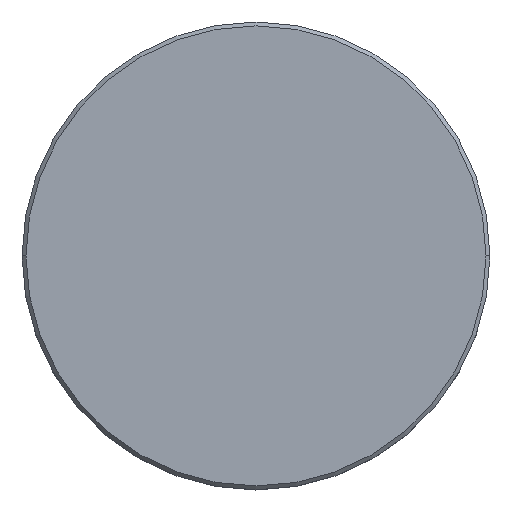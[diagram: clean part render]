
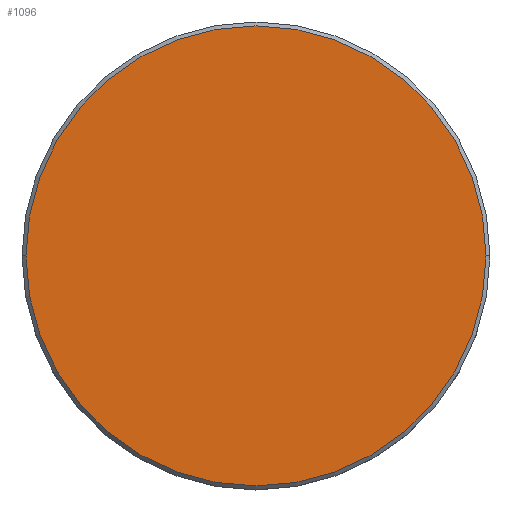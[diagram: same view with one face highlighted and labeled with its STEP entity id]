
A CAD part, top view. The second image highlights one B-rep face of the part: STEP entity #1096.
In plain terms, the highlighted planar face has unit normal (0, 0, 1).
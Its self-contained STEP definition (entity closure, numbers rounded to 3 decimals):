
#17 = DIRECTION ( 'NONE',  ( 0., 0., 1. ) ) ;
#45 = CIRCLE ( 'NONE', #1080, 29.5 ) ;
#46 = DIRECTION ( 'NONE',  ( 0., 0., 1. ) ) ;
#160 = AXIS2_PLACEMENT_3D ( 'NONE', #321, #599, #959 ) ;
#213 = AXIS2_PLACEMENT_3D ( 'NONE', #317, #17, #784 ) ;
#253 = CARTESIAN_POINT ( 'NONE',  ( 29.5, 0., 0. ) ) ;
#304 = ORIENTED_EDGE ( 'NONE', *, *, #792, .T. ) ;
#317 = CARTESIAN_POINT ( 'NONE',  ( 0., 0., 0. ) ) ;
#321 = CARTESIAN_POINT ( 'NONE',  ( 0., 0., 0. ) ) ;
#409 = DIRECTION ( 'NONE',  ( 1., 0., 0. ) ) ;
#492 = EDGE_CURVE ( 'NONE', #598, #1140, #586, .T. ) ;
#495 = PLANE ( 'NONE',  #213 ) ;
#586 = CIRCLE ( 'NONE', #160, 29.5 ) ;
#598 = VERTEX_POINT ( 'NONE', #253 ) ;
#599 = DIRECTION ( 'NONE',  ( 0., 0., 1. ) ) ;
#639 = CARTESIAN_POINT ( 'NONE',  ( -29.5, 0., 0. ) ) ;
#753 = EDGE_LOOP ( 'NONE', ( #304, #1154 ) ) ;
#784 = DIRECTION ( 'NONE',  ( 1., 0., 0. ) ) ;
#792 = EDGE_CURVE ( 'NONE', #1140, #598, #45, .T. ) ;
#959 = DIRECTION ( 'NONE',  ( 1., 0., 0. ) ) ;
#967 = CARTESIAN_POINT ( 'NONE',  ( 0., 0., 0. ) ) ;
#1080 = AXIS2_PLACEMENT_3D ( 'NONE', #967, #46, #409 ) ;
#1096 = ADVANCED_FACE ( 'NONE', ( #1121 ), #495, .T. ) ;
#1121 = FACE_OUTER_BOUND ( 'NONE', #753, .T. ) ;
#1140 = VERTEX_POINT ( 'NONE', #639 ) ;
#1154 = ORIENTED_EDGE ( 'NONE', *, *, #492, .T. ) ;
